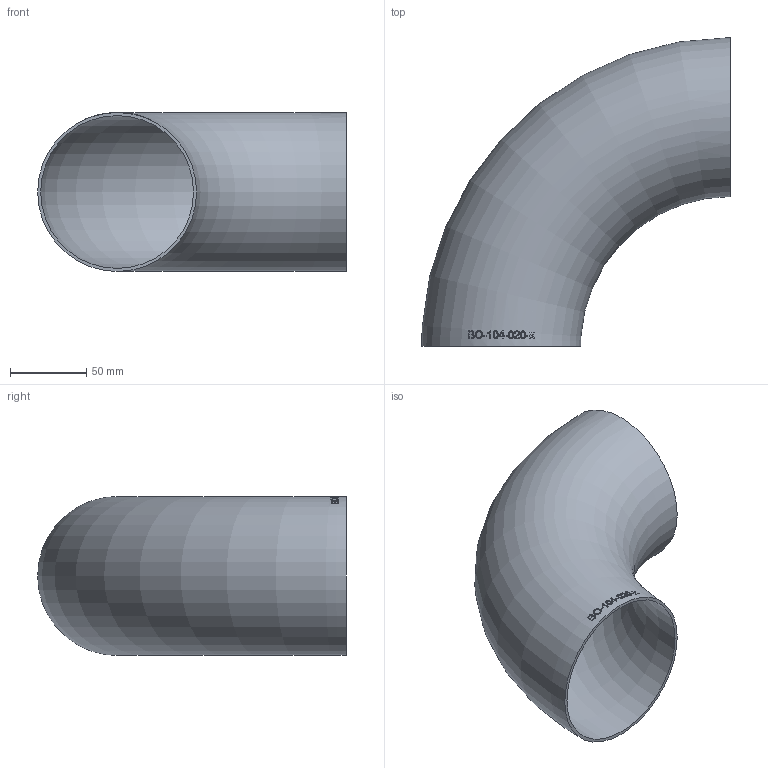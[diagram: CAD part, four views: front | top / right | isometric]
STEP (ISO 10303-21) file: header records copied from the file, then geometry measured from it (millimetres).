
FILE_DESCRIPTION (( 'STEP AP214' ), '1' );
FILE_NAME ('BO-104-020-x Bogen 1910.STEP', '2019-10-31T09:17:03', ( '' ), ( '' ), 'SwSTEP 2.0', 'SolidWorks 2016', '' );
FILE_SCHEMA (( 'AUTOMOTIVE_DESIGN' ));
Length unit declared in the file: millimetre
Products named in the file (1): BO-104-020-x Bogen 1910
Bounding box: 202 x 202 x 104 mm (x, y, z)
Volume: 150998.4 mm3; surface area: 152309 mm2
Topology: 1 solids, 1 shells, 130 faces, 331 edges, 221 vertices
Faces by surface type: plane 58, bspline 51, torus 21
Entity records: 6869 total; most frequent: CARTESIAN_POINT 2972, ORIENTED_EDGE 650, EDGE_CURVE 325, DIRECTION 275, VERTEX_POINT 218, B_SPLINE_CURVE_WITH_KNOTS 214, EDGE_LOOP 153, FACE_OUTER_BOUND 132
